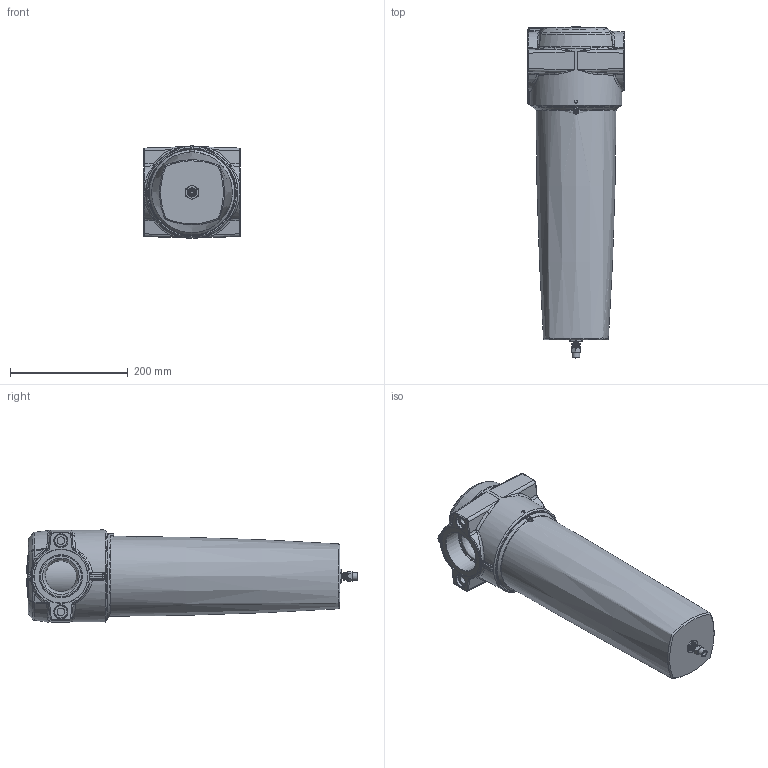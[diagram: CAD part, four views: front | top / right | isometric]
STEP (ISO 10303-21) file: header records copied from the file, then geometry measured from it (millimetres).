
FILE_DESCRIPTION(/* description */ (''),/* implementation_level */ '2;1');
FILE_NAME(/* name */ 'AAP045IGFX.stp',/* time_stamp */ '2017-06-06T16:56:55+05:00',/* author */ ('SS00480869'),/* organization */ (''),/* preprocessor_version */ 'ST-DEVELOPER v16.1',/* originating_system */ 'Autodesk Inventor 2016',/* authorisation */ '');
FILE_SCHEMA (('AUTOMOTIVE_DESIGN { 1 0 10303 214 3 1 1 }'));
Length unit declared in the file: inch
Products named in the file (1): AAP045IGFX
Bounding box: 164 x 563.95 x 157 mm (x, y, z)
Volume: 7514192.2 mm3; surface area: 333702.9 mm2
Topology: 1 solids, 12 shells, 668 faces, 1566 edges, 923 vertices
Faces by surface type: bspline 271, plane 152, cylinder 149, cone 52, torus 39, sphere 5
Full cylindrical faces by diameter (mm): 3 x2, 4.459 x2, 5 x1, 7.8 x1, 7.9 x1, 8 x1, 8.2 x1, 8.5 x1, 8.8 x1, 9 x2, 9.4 x1, 11 x1, 11.5 x1, 13 x5, 14 x4, 72.226 x2, 147.5 x1, 156 x1
Entity records: 27284 total; most frequent: CARTESIAN_POINT 13536, ORIENTED_EDGE 2892, DIRECTION 2263, EDGE_CURVE 1446, AXIS2_PLACEMENT_3D 976, VERTEX_POINT 900, EDGE_LOOP 772, FACE_OUTER_BOUND 668
